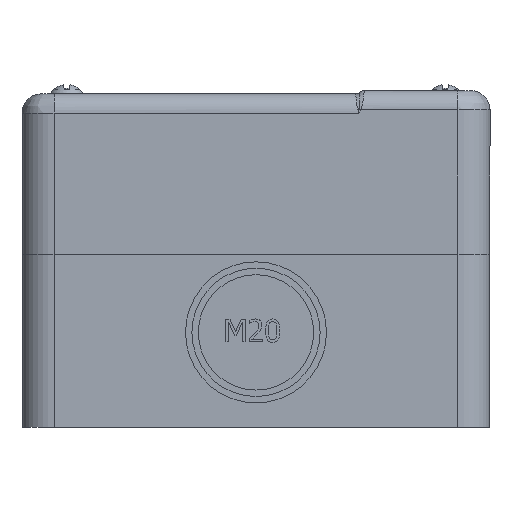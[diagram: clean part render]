
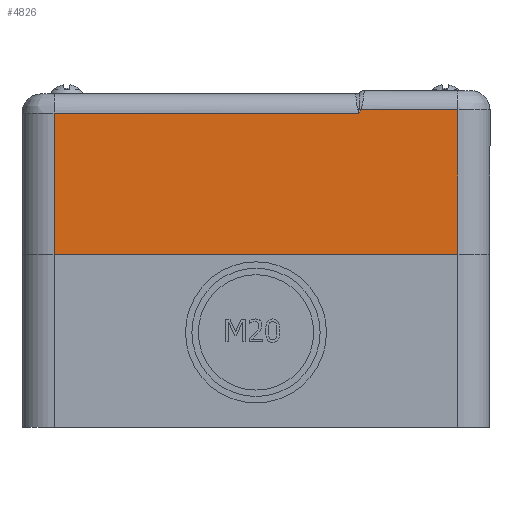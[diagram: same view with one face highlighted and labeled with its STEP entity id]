
A CAD part, front view. The second image highlights one B-rep face of the part: STEP entity #4826.
In plain terms, the highlighted planar face has unit normal (0, -1, 0).
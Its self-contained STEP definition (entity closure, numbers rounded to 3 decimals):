
#155=B_SPLINE_CURVE_WITH_KNOTS('',3,(#8277,#8278,#8279,#8280,#8281,#8282),
 .UNSPECIFIED.,.F.,.F.,(4,2,4),(-0.001,0.,0.06),
 .UNSPECIFIED.);
#461=LINE('',#8307,#888);
#466=LINE('',#8345,#893);
#467=LINE('',#8349,#894);
#468=LINE('',#8351,#895);
#469=LINE('',#8352,#896);
#888=VECTOR('',#5951,15.155);
#893=VECTOR('',#5976,22.5);
#894=VECTOR('',#5981,47.5);
#895=VECTOR('',#5982,22.);
#896=VECTOR('',#5983,63.);
#1158=PLANE('',#5134);
#1491=FACE_OUTER_BOUND('',#1827,.T.);
#1827=EDGE_LOOP('',(#4091,#4092,#4093,#4094,#4095,#4096));
#2370=VERTEX_POINT('',#8004);
#2381=VERTEX_POINT('',#8244);
#2390=VERTEX_POINT('',#8306);
#2395=VERTEX_POINT('',#8344);
#2396=VERTEX_POINT('',#8348);
#2397=VERTEX_POINT('',#8350);
#2968=EDGE_CURVE('',#2370,#2381,#155,.T.);
#2980=EDGE_CURVE('',#2381,#2390,#461,.T.);
#2991=EDGE_CURVE('',#2390,#2395,#466,.T.);
#2993=EDGE_CURVE('',#2396,#2370,#467,.T.);
#2994=EDGE_CURVE('',#2397,#2396,#468,.T.);
#2995=EDGE_CURVE('',#2397,#2395,#469,.T.);
#4091=ORIENTED_EDGE('',*,*,#2968,.F.);
#4092=ORIENTED_EDGE('',*,*,#2993,.F.);
#4093=ORIENTED_EDGE('',*,*,#2994,.F.);
#4094=ORIENTED_EDGE('',*,*,#2995,.T.);
#4095=ORIENTED_EDGE('',*,*,#2991,.F.);
#4096=ORIENTED_EDGE('',*,*,#2980,.F.);
#4826=ADVANCED_FACE('',(#1491),#1158,.T.);
#5134=AXIS2_PLACEMENT_3D('',#8347,#5979,#5980);
#5951=DIRECTION('',(1.,0.,0.));
#5976=DIRECTION('',(0.,0.,-1.));
#5979=DIRECTION('center_axis',(0.,-1.,0.));
#5980=DIRECTION('ref_axis',(1.,0.,0.));
#5981=DIRECTION('',(1.,0.,0.));
#5982=DIRECTION('',(0.,0.,1.));
#5983=DIRECTION('',(1.,0.,0.));
#8004=CARTESIAN_POINT('',(16.,-136.5,22.));
#8244=CARTESIAN_POINT('',(16.345,-136.5,22.5));
#8277=CARTESIAN_POINT('Ctrl Pts',(16.,-136.5,22.));
#8278=CARTESIAN_POINT('Ctrl Pts',(16.001,-136.5,22.002));
#8279=CARTESIAN_POINT('Ctrl Pts',(16.002,-136.5,22.003));
#8280=CARTESIAN_POINT('Ctrl Pts',(16.119,-136.5,22.169));
#8281=CARTESIAN_POINT('Ctrl Pts',(16.235,-136.5,22.333));
#8282=CARTESIAN_POINT('Ctrl Pts',(16.345,-136.5,22.5));
#8306=CARTESIAN_POINT('',(31.5,-136.5,22.5));
#8307=CARTESIAN_POINT('',(-5.195,-136.5,22.5));
#8344=CARTESIAN_POINT('',(31.5,-136.5,0.));
#8345=CARTESIAN_POINT('',(31.5,-136.5,0.));
#8347=CARTESIAN_POINT('Origin',(-36.5,-136.5,0.));
#8348=CARTESIAN_POINT('',(-31.5,-136.5,22.));
#8349=CARTESIAN_POINT('',(-18.25,-136.5,22.));
#8350=CARTESIAN_POINT('',(-31.5,-136.5,0.));
#8351=CARTESIAN_POINT('',(-31.5,-136.5,0.));
#8352=CARTESIAN_POINT('',(-36.5,-136.5,0.));
